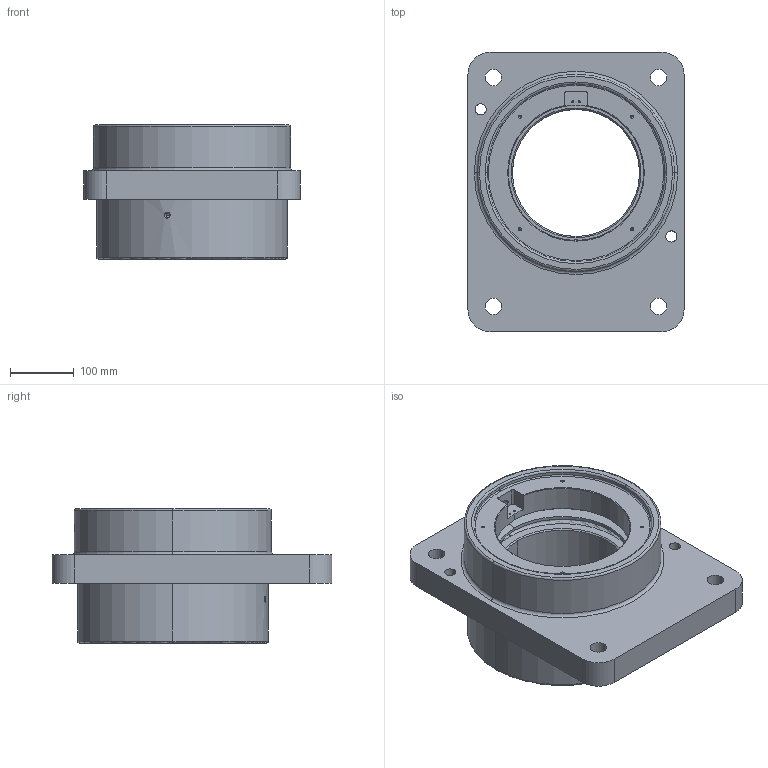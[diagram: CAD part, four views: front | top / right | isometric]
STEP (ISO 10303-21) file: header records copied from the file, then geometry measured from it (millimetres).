
FILE_DESCRIPTION (( 'STEP AP214' ), '1' );
FILE_NAME ('432CC4S02_曲軸合銅座.STEP', '2023-11-02T08:52:59', ( '' ), ( '' ), 'SwSTEP 2.0', 'SolidWorks 2020', '' );
FILE_SCHEMA (( 'AUTOMOTIVE_DESIGN' ));
Length unit declared in the file: millimetre
Products named in the file (1): 432CC4S02_曲軸合銅座
Bounding box: 340 x 440 x 211 mm (x, y, z)
Volume: 10957060.1 mm3; surface area: 659505.2 mm2
Topology: 1 solids, 1 shells, 183 faces, 439 edges, 255 vertices
Faces by surface type: cylinder 88, torus 43, cone 24, plane 21, sphere 7
Entity records: 5903 total; most frequent: CARTESIAN_POINT 1394, DIRECTION 969, ORIENTED_EDGE 850, EDGE_CURVE 425, AXIS2_PLACEMENT_3D 414, VERTEX_POINT 255, CIRCLE 230, EDGE_LOOP 214
